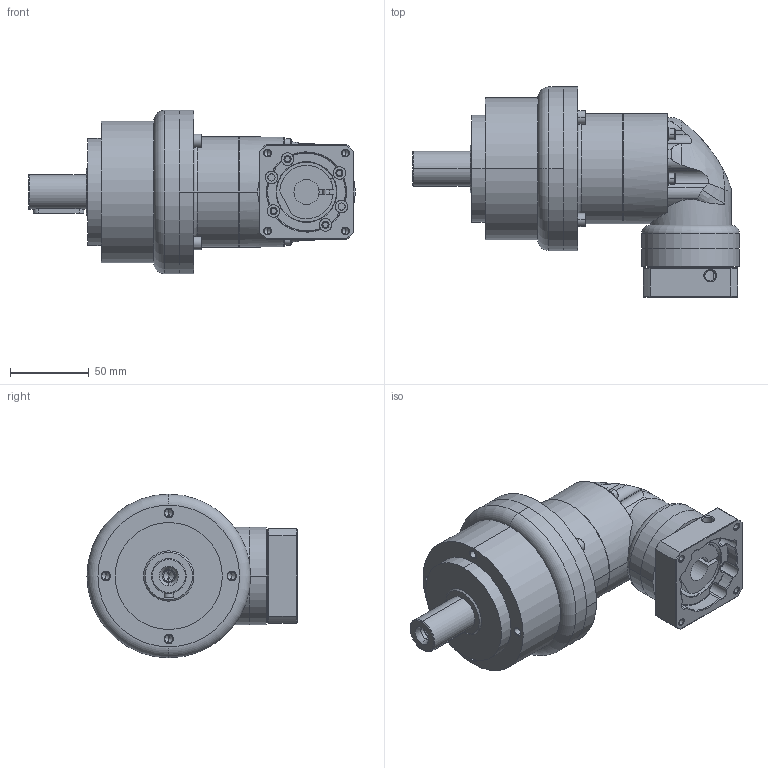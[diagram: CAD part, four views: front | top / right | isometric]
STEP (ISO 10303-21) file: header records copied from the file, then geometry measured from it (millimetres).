
FILE_DESCRIPTION((''),'2;1');
FILE_NAME('AER0902-P0403200503_ASM','2008-09-05T',('d00080'),(''),'PRO/ENGINEER BY PARAMETRIC TECHNOLOGY CORPORATION, 2006170','PRO/ENGINEER BY PARAMETRIC TECHNOLOGY CORPORATION, 2006170','');
FILE_SCHEMA(('CONFIG_CONTROL_DESIGN'));
Length unit declared in the file: millimetre
Products named in the file (11): AE090-2; P243; 220120604; RG-SET3-3_ASM; PD120001; 233100002; 220100509; HOUSING-SET-2_ASM; P1305200001; P0403200503; AER0902-P0403200503_ASM
Assembly tree (19 placements, depth 3):
  AER0902-P0403200503_ASM
    AE090-2
    RG-SET3-3_ASM
      P243
      220120604  x4
    HOUSING-SET-2_ASM
      PD120001
      233100002  x4
      220100509  x4
    P1305200001
    P0403200503
Bounding box: 207.5 x 133.5 x 104 mm (x, y, z)
Volume: 878254.2 mm3; surface area: 126922.4 mm2
Topology: 19 solids, 41 shells, 693 faces, 1603 edges, 984 vertices
Faces by surface type: cylinder 304, plane 219, cone 108, torus 43, bspline 19
Entity records: 15598 total; most frequent: CARTESIAN_POINT 3835, DIRECTION 2616, ORIENTED_EDGE 2190, EDGE_CURVE 1139, AXIS2_PLACEMENT_3D 1094, VERTEX_POINT 732, EDGE_LOOP 589, CIRCLE 578
